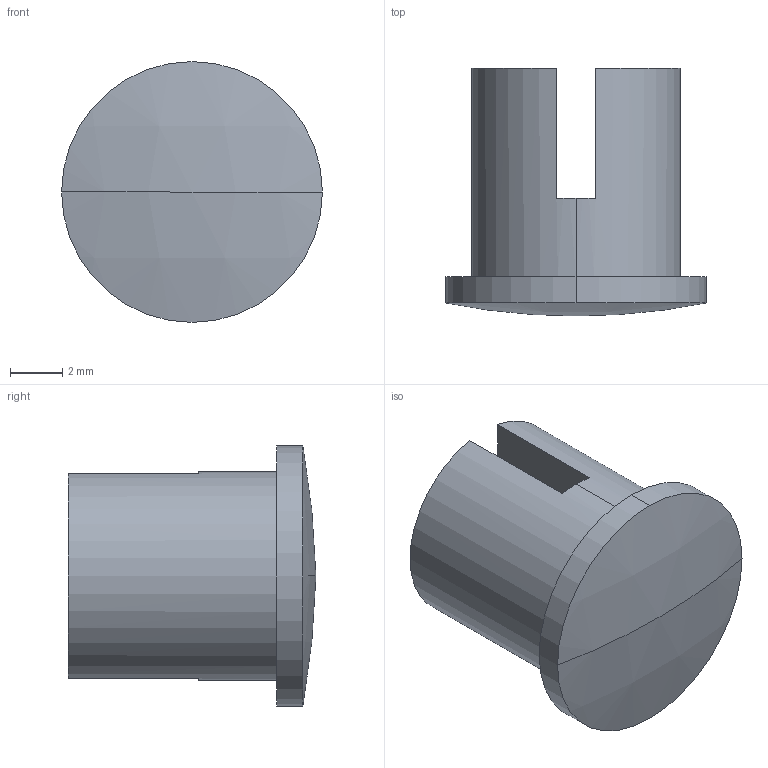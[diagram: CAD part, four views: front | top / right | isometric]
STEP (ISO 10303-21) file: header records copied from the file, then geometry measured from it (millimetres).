
FILE_DESCRIPTION (( 'STEP AP214' ), '1' );
FILE_NAME ('A972 Çàãëóøêà Ô10, ÷¸ðíàÿ.STEP', '2025-12-08T07:51:22', ( '' ), ( '' ), 'SwSTEP 2.0', 'SolidWorks 2025', '' );
FILE_SCHEMA (( 'AUTOMOTIVE_DESIGN' ));
Length unit declared in the file: millimetre
Products named in the file (1): A972 Заглушка Ф10, чёрная
Bounding box: 10 x 9.5 x 10 mm (x, y, z)
Volume: 320.6 mm3; surface area: 516.6 mm2
Topology: 1 solids, 1 shells, 18 faces, 46 edges, 31 vertices
Faces by surface type: plane 10, cylinder 6, sphere 2
Entity records: 585 total; most frequent: DIRECTION 108, CARTESIAN_POINT 96, ORIENTED_EDGE 92, EDGE_CURVE 46, AXIS2_PLACEMENT_3D 43, VERTEX_POINT 31, CIRCLE 24, VECTOR 22
